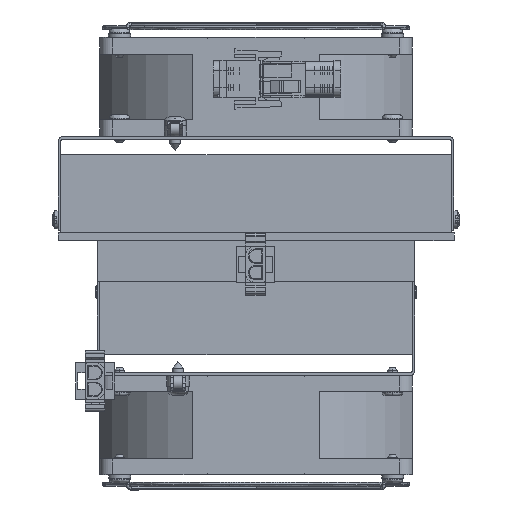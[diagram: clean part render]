
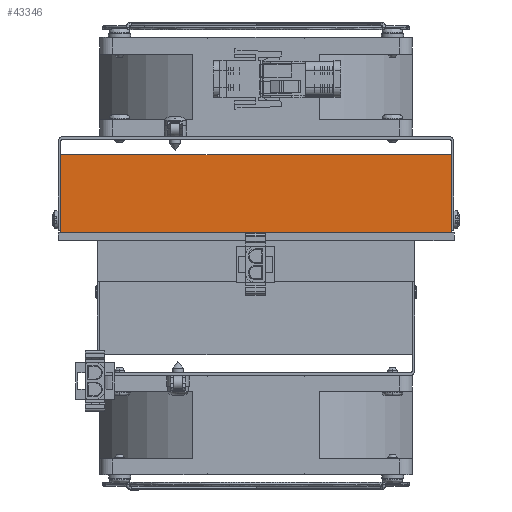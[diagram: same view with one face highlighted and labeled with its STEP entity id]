
A CAD part, front view. The second image highlights one B-rep face of the part: STEP entity #43346.
In plain terms, the highlighted planar face has unit normal (0, -1, 0).
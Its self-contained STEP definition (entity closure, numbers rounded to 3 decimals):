
#1139 = ORIENTED_EDGE ( 'NONE', *, *, #38521, .T. ) ;
#3016 = ORIENTED_EDGE ( 'NONE', *, *, #57759, .T. ) ;
#7529 = CARTESIAN_POINT ( 'NONE',  ( 75., 0., 20. ) ) ;
#7733 = DIRECTION ( 'NONE',  ( 0., 0., 1. ) ) ;
#15446 = LINE ( 'NONE', #20106, #53351 ) ;
#16193 = CARTESIAN_POINT ( 'NONE',  ( -75., 0., 20. ) ) ;
#16944 = PLANE ( 'NONE',  #56520 ) ;
#18081 = FACE_OUTER_BOUND ( 'NONE', #44326, .T. ) ;
#18902 = CARTESIAN_POINT ( 'NONE',  ( -75., 0., 20. ) ) ;
#20049 = ORIENTED_EDGE ( 'NONE', *, *, #53058, .T. ) ;
#20106 = CARTESIAN_POINT ( 'NONE',  ( -75., 0., 50. ) ) ;
#21415 = DIRECTION ( 'NONE',  ( 0., 0., 1. ) ) ;
#25290 = CARTESIAN_POINT ( 'NONE',  ( 75., 0., 20. ) ) ;
#25691 = VECTOR ( 'NONE', #7733, 1000. ) ;
#27286 = EDGE_CURVE ( 'NONE', #45185, #29621, #38712, .T. ) ;
#28598 = DIRECTION ( 'NONE',  ( 0., 0., -1. ) ) ;
#29621 = VERTEX_POINT ( 'NONE', #25290 ) ;
#30171 = CARTESIAN_POINT ( 'NONE',  ( -75., 0., 20. ) ) ;
#33321 = VERTEX_POINT ( 'NONE', #46942 ) ;
#34736 = LINE ( 'NONE', #46933, #54441 ) ;
#35110 = DIRECTION ( 'NONE',  ( 0., 1., 0. ) ) ;
#35136 = DIRECTION ( 'NONE',  ( 1., 0., 0. ) ) ;
#38004 = VECTOR ( 'NONE', #35136, 1000. ) ;
#38521 = EDGE_CURVE ( 'NONE', #44697, #33321, #15446, .T. ) ;
#38712 = LINE ( 'NONE', #16193, #38004 ) ;
#42300 = ORIENTED_EDGE ( 'NONE', *, *, #27286, .T. ) ;
#43346 = ADVANCED_FACE ( 'NONE', ( #18081 ), #16944, .F. ) ;
#44326 = EDGE_LOOP ( 'NONE', ( #1139, #20049, #42300, #3016 ) ) ;
#44697 = VERTEX_POINT ( 'NONE', #57122 ) ;
#45185 = VERTEX_POINT ( 'NONE', #18902 ) ;
#46933 = CARTESIAN_POINT ( 'NONE',  ( -75., 0., 20. ) ) ;
#46942 = CARTESIAN_POINT ( 'NONE',  ( -75., 0., 50. ) ) ;
#48195 = DIRECTION ( 'NONE',  ( -1., 0., 0. ) ) ;
#53058 = EDGE_CURVE ( 'NONE', #33321, #45185, #34736, .T. ) ;
#53351 = VECTOR ( 'NONE', #48195, 1000. ) ;
#54441 = VECTOR ( 'NONE', #28598, 1000. ) ;
#56520 = AXIS2_PLACEMENT_3D ( 'NONE', #30171, #35110, #21415 ) ;
#56667 = LINE ( 'NONE', #7529, #25691 ) ;
#57122 = CARTESIAN_POINT ( 'NONE',  ( 75., 0., 50. ) ) ;
#57759 = EDGE_CURVE ( 'NONE', #29621, #44697, #56667, .T. ) ;
